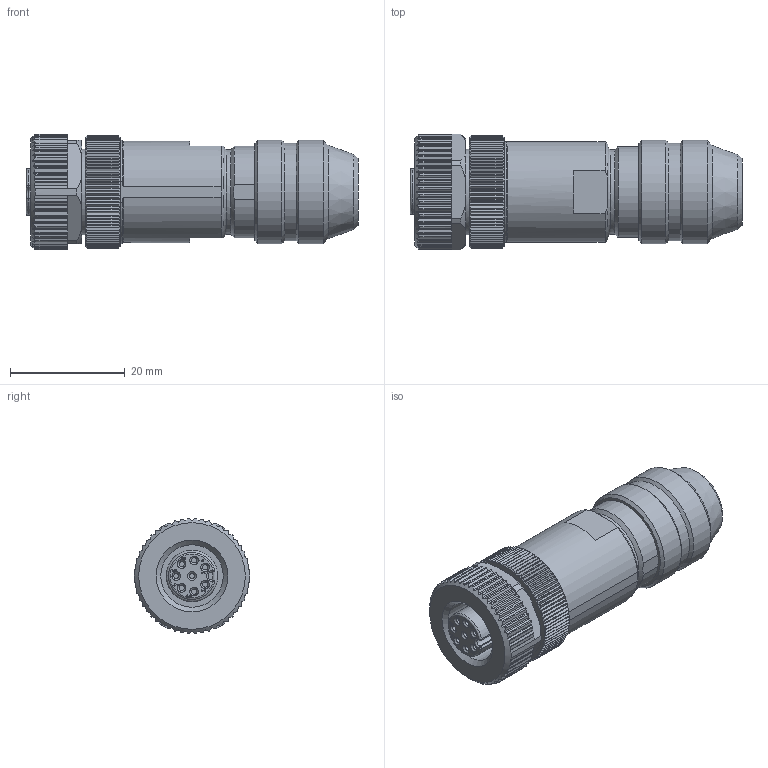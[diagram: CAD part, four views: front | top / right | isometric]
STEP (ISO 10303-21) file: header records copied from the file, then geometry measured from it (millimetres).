
FILE_DESCRIPTION(/* description */ (''),/* implementation_level */ '2;1');
FILE_NAME(/* name */ '5008287_Kupplung_part_189372.stp',/* time_stamp */ '2016-06-13T11:56:31+02:00',/* author */ (''),/* organization */ (''),/* preprocessor_version */ 'ST-DEVELOPER v16',/* originating_system */ 'SIEMENS PLM Software NX 10.0',/* authorisation */ '');
FILE_SCHEMA (('AUTOMOTIVE_DESIGN { 1 0 10303 214 3 1 1 1 }'));
Length unit declared in the file: millimetre
Products named in the file (1): cerl137CCD63c5bj
Bounding box: 57.95 x 20.2 x 20.16 mm (x, y, z)
Surface area: 4767.3 mm2 (no closed solid volume)
Topology: 0 solids, 1 shells, 860 faces, 2087 edges, 1249 vertices
Faces by surface type: plane 369, cylinder 231, cone 221, extrusion 33, torus 4, sphere 2
Full cylindrical faces by diameter (mm): 0.9 x8, 8.2 x1, 10.917 x1, 14.8 x1, 15 x1, 17 x1, 18 x2
Entity records: 27073 total; most frequent: CARTESIAN_POINT 8207, ORIENTED_EDGE 4074, DIRECTION 3647, EDGE_CURVE 2037, AXIS2_PLACEMENT_3D 1427, VERTEX_POINT 1236, EDGE_LOOP 917, ADVANCED_FACE 860
